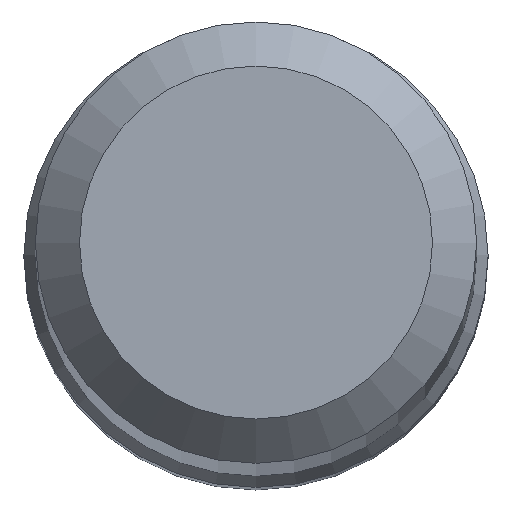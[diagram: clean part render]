
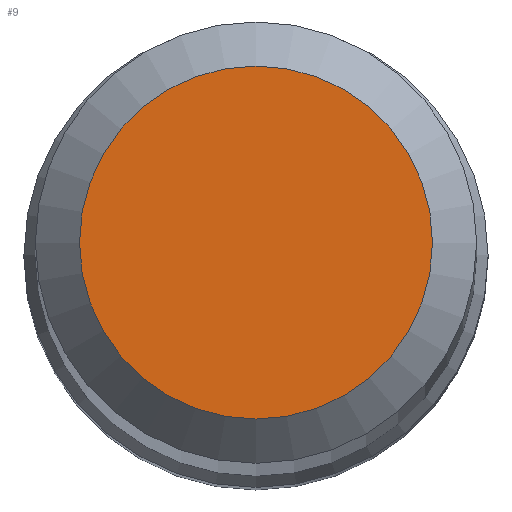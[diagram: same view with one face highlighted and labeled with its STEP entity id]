
A CAD part, top view. The second image highlights one B-rep face of the part: STEP entity #9.
In plain terms, the highlighted planar face has unit normal (0, 0, 1).
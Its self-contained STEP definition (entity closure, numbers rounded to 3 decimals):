
#1 = ORIENTED_EDGE ( 'NONE', *, *, #105, .F. ) ;
#7 = CARTESIAN_POINT ( 'NONE',  ( 0., 1.6, 80. ) ) ;
#9 = ADVANCED_FACE ( 'NONE', ( #58 ), #131, .T. ) ;
#21 = DIRECTION ( 'NONE',  ( 0., 1., 0. ) ) ;
#23 = EDGE_LOOP ( 'NONE', ( #1 ) ) ;
#37 = CARTESIAN_POINT ( 'NONE',  ( 0., 0., 80. ) ) ;
#58 = FACE_OUTER_BOUND ( 'NONE', #23, .T. ) ;
#60 = DIRECTION ( 'NONE',  ( 0., 0., -1. ) ) ;
#81 = DIRECTION ( 'NONE',  ( 0., 0., 1. ) ) ;
#90 = AXIS2_PLACEMENT_3D ( 'NONE', #37, #81, #213 ) ;
#105 = EDGE_CURVE ( 'NONE', #179, #179, #204, .T. ) ;
#131 = PLANE ( 'NONE',  #90 ) ;
#179 = VERTEX_POINT ( 'NONE', #7 ) ;
#195 = CARTESIAN_POINT ( 'NONE',  ( 0., 0., 80. ) ) ;
#204 = CIRCLE ( 'NONE', #232, 1.6 ) ;
#213 = DIRECTION ( 'NONE',  ( 0., -1., 0. ) ) ;
#232 = AXIS2_PLACEMENT_3D ( 'NONE', #195, #60, #21 ) ;
